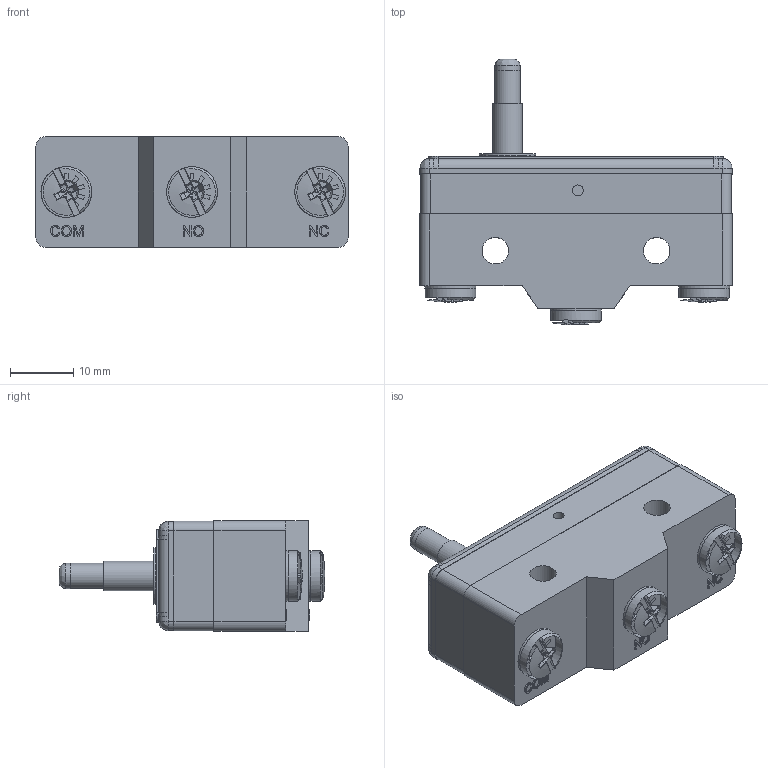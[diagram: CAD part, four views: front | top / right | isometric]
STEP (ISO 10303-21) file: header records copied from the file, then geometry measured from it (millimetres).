
FILE_DESCRIPTION (( 'STEP AP214' ), '1' );
FILE_NAME ('176-MS (Screw Terminal)-Slim Spring Plunger.STEP', '2019-01-23T13:09:26', ( '' ), ( '' ), 'SwSTEP 2.0', 'SolidWorks 2018', '' );
FILE_SCHEMA (( 'AUTOMOTIVE_DESIGN' ));
Length unit declared in the file: inch
Products named in the file (1): 176-MS (Screw Terminal)-Slim Spring Plunger
Bounding box: 49.2 x 41.89 x 17.45 mm (x, y, z)
Volume: 17326.6 mm3; surface area: 9066.9 mm2
Topology: 12 solids, 12 shells, 494 faces, 1239 edges, 724 vertices
Faces by surface type: plane 204, bspline 155, cylinder 126, torus 6, cone 3
Full cylindrical faces by diameter (mm): 1.7 x2, 3.8 x3, 4 x2, 4.1 x2, 4.2 x2, 4.7 x2, 6 x3, 6.4 x2, 6.6 x1, 8 x6, 8.9 x1
Entity records: 21013 total; most frequent: CARTESIAN_POINT 8824, ORIENTED_EDGE 2266, DIRECTION 1831, EDGE_CURVE 1133, VERTEX_POINT 716, AXIS2_PLACEMENT_3D 624, LINE 583, VECTOR 583
